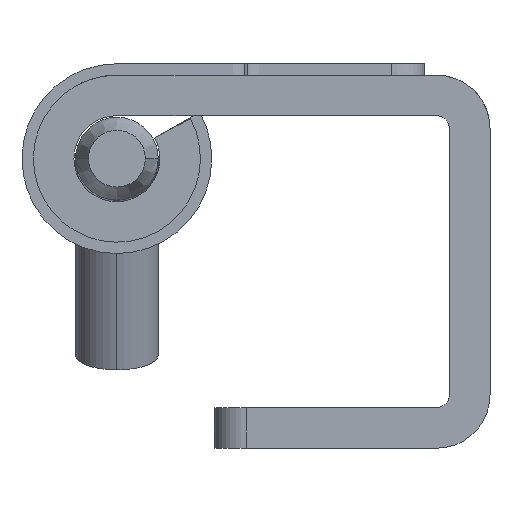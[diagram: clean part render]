
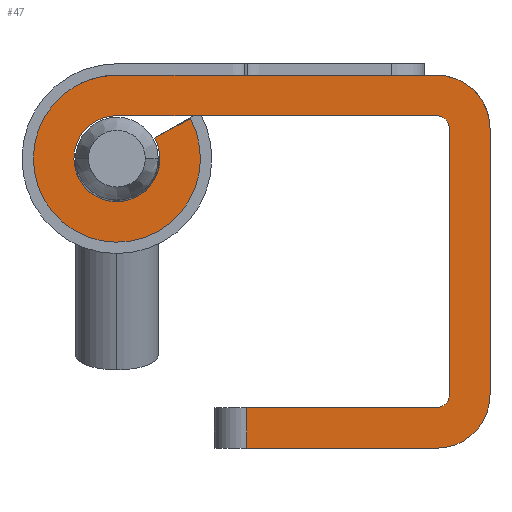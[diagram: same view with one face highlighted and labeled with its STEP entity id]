
A CAD part, front view. The second image highlights one B-rep face of the part: STEP entity #47.
In plain terms, the highlighted planar face has unit normal (0, 1, 0).
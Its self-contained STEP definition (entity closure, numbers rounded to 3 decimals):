
#47=ADVANCED_FACE('',(#131),#1456,.T.);
#131=FACE_OUTER_BOUND('',#219,.T.);
#219=EDGE_LOOP('',(#389,#390,#391,#392,#393,#394,#395,#396,#397,#398,#399,
#400,#401,#402));
#389=ORIENTED_EDGE('',*,*,#842,.T.);
#390=ORIENTED_EDGE('',*,*,#782,.T.);
#391=ORIENTED_EDGE('',*,*,#785,.T.);
#392=ORIENTED_EDGE('',*,*,#788,.T.);
#393=ORIENTED_EDGE('',*,*,#791,.T.);
#394=ORIENTED_EDGE('',*,*,#794,.T.);
#395=ORIENTED_EDGE('',*,*,#797,.T.);
#396=ORIENTED_EDGE('',*,*,#800,.T.);
#397=ORIENTED_EDGE('',*,*,#760,.T.);
#398=ORIENTED_EDGE('',*,*,#764,.T.);
#399=ORIENTED_EDGE('',*,*,#767,.T.);
#400=ORIENTED_EDGE('',*,*,#770,.T.);
#401=ORIENTED_EDGE('',*,*,#773,.T.);
#402=ORIENTED_EDGE('',*,*,#776,.T.);
#760=EDGE_CURVE('',#1278,#1279,#1098,.T.);
#764=EDGE_CURVE('',#1279,#1282,#1021,.T.);
#767=EDGE_CURVE('',#1282,#1284,#1100,.T.);
#770=EDGE_CURVE('',#1284,#1286,#1024,.T.);
#773=EDGE_CURVE('',#1286,#1288,#1102,.T.);
#776=EDGE_CURVE('',#1288,#1320,#1027,.T.);
#782=EDGE_CURVE('',#1326,#1290,#1033,.T.);
#785=EDGE_CURVE('',#1290,#1292,#1104,.T.);
#788=EDGE_CURVE('',#1292,#1294,#1036,.T.);
#791=EDGE_CURVE('',#1294,#1296,#1106,.T.);
#794=EDGE_CURVE('',#1296,#1298,#1039,.T.);
#797=EDGE_CURVE('',#1298,#1300,#1108,.T.);
#800=EDGE_CURVE('',#1300,#1278,#1042,.T.);
#842=EDGE_CURVE('',#1320,#1326,#1059,.T.);
#1021=B_SPLINE_CURVE_WITH_KNOTS('',1,(#2269,#2270),.UNSPECIFIED.,.F.,.F.,
(2,2),(-62.667,-42.967),.UNSPECIFIED.);
#1024=B_SPLINE_CURVE_WITH_KNOTS('',1,(#2283,#2284),.UNSPECIFIED.,.F.,.F.,
(2,2),(-37.784,-21.384),.UNSPECIFIED.);
#1027=B_SPLINE_CURVE_WITH_KNOTS('',1,(#2297,#2298),.UNSPECIFIED.,.F.,.F.,
(2,2),(-16.2,-4.5),.UNSPECIFIED.);
#1033=B_SPLINE_CURVE_WITH_KNOTS('',1,(#2309,#2310),.UNSPECIFIED.,.F.,.F.,
(2,2),(2.,13.7),.UNSPECIFIED.);
#1036=B_SPLINE_CURVE_WITH_KNOTS('',1,(#2323,#2324),.UNSPECIFIED.,.F.,.F.,
(2,2),(18.884,35.284),.UNSPECIFIED.);
#1039=B_SPLINE_CURVE_WITH_KNOTS('',1,(#2337,#2338),.UNSPECIFIED.,.F.,.F.,
(2,2),(40.467,60.167),.UNSPECIFIED.);
#1042=B_SPLINE_CURVE_WITH_KNOTS('',1,(#2351,#2352),.UNSPECIFIED.,.F.,.F.,
(2,2),(73.978,76.478),.UNSPECIFIED.);
#1059=B_SPLINE_CURVE_WITH_KNOTS('',1,(#2459,#2460),.UNSPECIFIED.,.F.,.F.,
(2,2),(0.,2.5),.UNSPECIFIED.);
#1098=TRIMMED_CURVE($,#1180,(#2260),(#2261),.T.,.CARTESIAN.);
#1100=TRIMMED_CURVE($,#1182,(#2276),(#2277),.T.,.CARTESIAN.);
#1102=TRIMMED_CURVE($,#1184,(#2290),(#2291),.T.,.CARTESIAN.);
#1104=TRIMMED_CURVE($,#1186,(#2316),(#2317),.T.,.CARTESIAN.);
#1106=TRIMMED_CURVE($,#1188,(#2330),(#2331),.T.,.CARTESIAN.);
#1108=TRIMMED_CURVE($,#1190,(#2344),(#2345),.T.,.CARTESIAN.);
#1180=CIRCLE('',#1614,5.15);
#1182=CIRCLE('',#1616,3.3);
#1184=CIRCLE('',#1618,3.3);
#1186=CIRCLE('',#1620,0.8);
#1188=CIRCLE('',#1622,0.8);
#1190=CIRCLE('',#1624,2.65);
#1278=VERTEX_POINT('',#2107);
#1279=VERTEX_POINT('',#2108);
#1282=VERTEX_POINT('',#2111);
#1284=VERTEX_POINT('',#2113);
#1286=VERTEX_POINT('',#2115);
#1288=VERTEX_POINT('',#2117);
#1290=VERTEX_POINT('',#2119);
#1292=VERTEX_POINT('',#2121);
#1294=VERTEX_POINT('',#2123);
#1296=VERTEX_POINT('',#2125);
#1298=VERTEX_POINT('',#2127);
#1300=VERTEX_POINT('',#2129);
#1320=VERTEX_POINT('',#2149);
#1326=VERTEX_POINT('',#2155);
#1456=PLANE('',#1595);
#1595=AXIS2_PLACEMENT_3D('',#2072,#1752,$);
#1614=AXIS2_PLACEMENT_3D($,#2259,#1781,#1782);
#1616=AXIS2_PLACEMENT_3D($,#2275,#1785,#1786);
#1618=AXIS2_PLACEMENT_3D($,#2289,#1789,#1790);
#1620=AXIS2_PLACEMENT_3D($,#2315,#1793,#1794);
#1622=AXIS2_PLACEMENT_3D($,#2329,#1797,#1798);
#1624=AXIS2_PLACEMENT_3D($,#2343,#1801,#1802);
#1752=DIRECTION('',(0.,1.,0.));
#1781=DIRECTION('',(0.,1.,0.));
#1782=DIRECTION('',(0.878,0.,0.479));
#1785=DIRECTION('',(0.,1.,0.));
#1786=DIRECTION('',(0.,0.,1.));
#1789=DIRECTION('',(0.,1.,0.));
#1790=DIRECTION('',(1.,0.,0.));
#1793=DIRECTION('',(0.,-1.,0.));
#1794=DIRECTION('',(0.,0.,-1.));
#1797=DIRECTION('',(0.,-1.,0.));
#1798=DIRECTION('',(1.,0.,0.));
#1801=DIRECTION('',(0.,-1.,0.));
#1802=DIRECTION('',(0.,0.,1.));
#2072=CARTESIAN_POINT('',(20.034,-32.5,-8.39));
#2107=CARTESIAN_POINT('',(-1.963,-32.5,14.801));
#2108=CARTESIAN_POINT('',(-6.484,-32.5,17.485));
#2111=CARTESIAN_POINT('',(13.216,-32.5,17.485));
#2113=CARTESIAN_POINT('',(16.516,-32.5,14.185));
#2115=CARTESIAN_POINT('',(16.516,-32.5,-2.215));
#2117=CARTESIAN_POINT('',(13.216,-32.5,-5.515));
#2119=CARTESIAN_POINT('',(13.216,-32.5,-3.015));
#2121=CARTESIAN_POINT('',(14.016,-32.5,-2.215));
#2123=CARTESIAN_POINT('',(14.016,-32.5,14.185));
#2125=CARTESIAN_POINT('',(13.216,-32.5,14.985));
#2127=CARTESIAN_POINT('',(-6.484,-32.5,14.985));
#2129=CARTESIAN_POINT('',(-4.158,-32.5,13.604));
#2149=CARTESIAN_POINT('',(1.516,-32.5,-5.515));
#2155=CARTESIAN_POINT('',(1.516,-32.5,-3.015));
#2259=CARTESIAN_POINT('',(-6.484,-32.5,12.335));
#2260=CARTESIAN_POINT('',(-1.963,-32.5,14.801));
#2261=CARTESIAN_POINT('',(-6.484,-32.5,17.485));
#2269=CARTESIAN_POINT('',(-6.484,-32.5,17.485));
#2270=CARTESIAN_POINT('',(13.216,-32.5,17.485));
#2275=CARTESIAN_POINT('',(13.216,-32.5,14.185));
#2276=CARTESIAN_POINT('',(13.216,-32.5,17.485));
#2277=CARTESIAN_POINT('',(16.516,-32.5,14.185));
#2283=CARTESIAN_POINT('',(16.516,-32.5,14.185));
#2284=CARTESIAN_POINT('',(16.516,-32.5,-2.215));
#2289=CARTESIAN_POINT('',(13.216,-32.5,-2.215));
#2290=CARTESIAN_POINT('',(16.516,-32.5,-2.215));
#2291=CARTESIAN_POINT('',(13.216,-32.5,-5.515));
#2297=CARTESIAN_POINT('',(13.216,-32.5,-5.515));
#2298=CARTESIAN_POINT('',(1.516,-32.5,-5.515));
#2309=CARTESIAN_POINT('',(1.516,-32.5,-3.015));
#2310=CARTESIAN_POINT('',(13.216,-32.5,-3.015));
#2315=CARTESIAN_POINT('',(13.216,-32.5,-2.215));
#2316=CARTESIAN_POINT('',(13.216,-32.5,-3.015));
#2317=CARTESIAN_POINT('',(14.016,-32.5,-2.215));
#2323=CARTESIAN_POINT('',(14.016,-32.5,-2.215));
#2324=CARTESIAN_POINT('',(14.016,-32.5,14.185));
#2329=CARTESIAN_POINT('',(13.216,-32.5,14.185));
#2330=CARTESIAN_POINT('',(14.016,-32.5,14.185));
#2331=CARTESIAN_POINT('',(13.216,-32.5,14.985));
#2337=CARTESIAN_POINT('',(13.216,-32.5,14.985));
#2338=CARTESIAN_POINT('',(-6.484,-32.5,14.985));
#2343=CARTESIAN_POINT('',(-6.484,-32.5,12.335));
#2344=CARTESIAN_POINT('',(-6.484,-32.5,14.985));
#2345=CARTESIAN_POINT('',(-4.158,-32.5,13.604));
#2351=CARTESIAN_POINT('',(-4.158,-32.5,13.604));
#2352=CARTESIAN_POINT('',(-1.963,-32.5,14.801));
#2459=CARTESIAN_POINT('',(1.516,-32.5,-5.515));
#2460=CARTESIAN_POINT('',(1.516,-32.5,-3.015));
